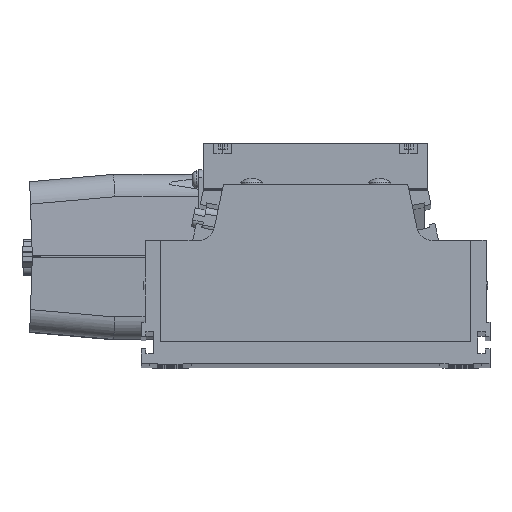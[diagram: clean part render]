
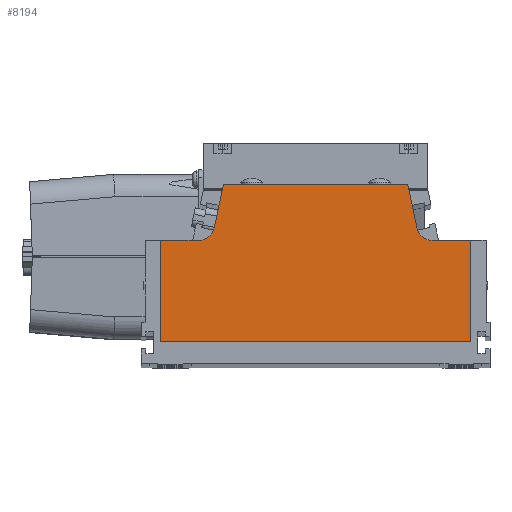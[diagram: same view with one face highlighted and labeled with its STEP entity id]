
A CAD part, top view. The second image highlights one B-rep face of the part: STEP entity #8194.
In plain terms, the highlighted planar face has unit normal (0, 0, 1).
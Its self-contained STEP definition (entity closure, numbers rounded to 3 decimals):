
#1960 = ORIENTED_EDGE ( 'NONE', *, *, #7843, .T. ) ;
#2058 = VERTEX_POINT ( 'NONE', #8145 ) ;
#2186 = VERTEX_POINT ( 'NONE', #10905 ) ;
#2299 = ORIENTED_EDGE ( 'NONE', *, *, #3365, .T. ) ;
#2307 = DIRECTION ( 'NONE',  ( 0., 0., -1. ) ) ;
#2858 = ORIENTED_EDGE ( 'NONE', *, *, #23259, .F. ) ;
#3311 = EDGE_CURVE ( 'NONE', #2058, #12932, #17076, .T. ) ;
#3365 = EDGE_CURVE ( 'NONE', #2058, #7720, #5989, .T. ) ;
#3606 = EDGE_LOOP ( 'NONE', ( #12953, #2299, #20285, #14939, #2858, #11200, #23349, #25295, #1960, #14505 ) ) ;
#3804 = CARTESIAN_POINT ( 'NONE',  ( -40., 3., 722.5 ) ) ;
#3834 = DIRECTION ( 'NONE',  ( 0.204, -0.979, 0. ) ) ;
#3934 = PLANE ( 'NONE',  #27400 ) ;
#4907 = DIRECTION ( 'NONE',  ( -1., 0., 0. ) ) ;
#4988 = DIRECTION ( 'NONE',  ( -1., 0., 0. ) ) ;
#5076 = CIRCLE ( 'NONE', #14839, 4. ) ;
#5345 = CARTESIAN_POINT ( 'NONE',  ( 40., -23.13, 722.5 ) ) ;
#5637 = CARTESIAN_POINT ( 'NONE',  ( 26.133, 6.184, 722.5 ) ) ;
#5858 = CARTESIAN_POINT ( 'NONE',  ( 40., 84.488, 722.5 ) ) ;
#5989 = LINE ( 'NONE', #3804, #11534 ) ;
#7169 = LINE ( 'NONE', #20729, #16832 ) ;
#7175 = EDGE_CURVE ( 'NONE', #2186, #13426, #9300, .T. ) ;
#7224 = VERTEX_POINT ( 'NONE', #23022 ) ;
#7266 = DIRECTION ( 'NONE',  ( -1., 0., 0. ) ) ;
#7441 = LINE ( 'NONE', #25085, #15707 ) ;
#7720 = VERTEX_POINT ( 'NONE', #27883 ) ;
#7843 = EDGE_CURVE ( 'NONE', #13426, #7224, #7169, .T. ) ;
#8145 = CARTESIAN_POINT ( 'NONE',  ( 40., 3., 722.5 ) ) ;
#8194 = ADVANCED_FACE ( 'NONE', ( #11060 ), #3934, .F. ) ;
#8965 = CARTESIAN_POINT ( 'NONE',  ( -26.133, 6.184, 722.5 ) ) ;
#9300 = LINE ( 'NONE', #20541, #28426 ) ;
#10097 = CARTESIAN_POINT ( 'NONE',  ( -40., 3., 722.5 ) ) ;
#10247 = LINE ( 'NONE', #19158, #14025 ) ;
#10905 = CARTESIAN_POINT ( 'NONE',  ( -30.049, 3., 722.5 ) ) ;
#11060 = FACE_OUTER_BOUND ( 'NONE', #3606, .T. ) ;
#11200 = ORIENTED_EDGE ( 'NONE', *, *, #18301, .F. ) ;
#11534 = VECTOR ( 'NONE', #14886, 1000. ) ;
#11587 = CARTESIAN_POINT ( 'NONE',  ( -40., -23.13, 722.5 ) ) ;
#12932 = VERTEX_POINT ( 'NONE', #5345 ) ;
#12953 = ORIENTED_EDGE ( 'NONE', *, *, #3311, .F. ) ;
#13071 = VERTEX_POINT ( 'NONE', #27930 ) ;
#13426 = VERTEX_POINT ( 'NONE', #10097 ) ;
#13436 = EDGE_CURVE ( 'NONE', #19978, #21962, #10247, .T. ) ;
#14025 = VECTOR ( 'NONE', #3834, 1000. ) ;
#14288 = LINE ( 'NONE', #18668, #27099 ) ;
#14505 = ORIENTED_EDGE ( 'NONE', *, *, #16127, .F. ) ;
#14839 = AXIS2_PLACEMENT_3D ( 'NONE', #20215, #16556, #4907 ) ;
#14886 = DIRECTION ( 'NONE',  ( -1., 0., 0. ) ) ;
#14939 = ORIENTED_EDGE ( 'NONE', *, *, #13436, .F. ) ;
#15707 = VECTOR ( 'NONE', #20722, 1000. ) ;
#16080 = CARTESIAN_POINT ( 'NONE',  ( 30.049, 7., 722.5 ) ) ;
#16127 = EDGE_CURVE ( 'NONE', #12932, #7224, #24574, .T. ) ;
#16556 = DIRECTION ( 'NONE',  ( 0., 0., -1. ) ) ;
#16832 = VECTOR ( 'NONE', #20860, 1000. ) ;
#17076 = LINE ( 'NONE', #5858, #19931 ) ;
#17820 = CARTESIAN_POINT ( 'NONE',  ( 23.784, 17.45, 722.5 ) ) ;
#18301 = EDGE_CURVE ( 'NONE', #20931, #13071, #7441, .T. ) ;
#18668 = CARTESIAN_POINT ( 'NONE',  ( -23.784, 17.45, 722.5 ) ) ;
#19158 = CARTESIAN_POINT ( 'NONE',  ( 23.784, 17.45, 722.5 ) ) ;
#19691 = EDGE_CURVE ( 'NONE', #20931, #2186, #5076, .T. ) ;
#19931 = VECTOR ( 'NONE', #21880, 1000. ) ;
#19978 = VERTEX_POINT ( 'NONE', #17820 ) ;
#20215 = CARTESIAN_POINT ( 'NONE',  ( -30.049, 7., 722.5 ) ) ;
#20285 = ORIENTED_EDGE ( 'NONE', *, *, #24743, .T. ) ;
#20541 = CARTESIAN_POINT ( 'NONE',  ( -40., 3., 722.5 ) ) ;
#20651 = CIRCLE ( 'NONE', #25765, 4. ) ;
#20722 = DIRECTION ( 'NONE',  ( 0.204, 0.979, 0. ) ) ;
#20729 = CARTESIAN_POINT ( 'NONE',  ( -40., 84.488, 722.5 ) ) ;
#20860 = DIRECTION ( 'NONE',  ( 0., -1., 0. ) ) ;
#20931 = VERTEX_POINT ( 'NONE', #8965 ) ;
#21271 = DIRECTION ( 'NONE',  ( 1., 0., 0. ) ) ;
#21880 = DIRECTION ( 'NONE',  ( 0., -1., 0. ) ) ;
#21962 = VERTEX_POINT ( 'NONE', #5637 ) ;
#22253 = DIRECTION ( 'NONE',  ( -1., 0., 0. ) ) ;
#22996 = VECTOR ( 'NONE', #22253, 1000. ) ;
#23022 = CARTESIAN_POINT ( 'NONE',  ( -40., -23.13, 722.5 ) ) ;
#23259 = EDGE_CURVE ( 'NONE', #13071, #19978, #14288, .T. ) ;
#23349 = ORIENTED_EDGE ( 'NONE', *, *, #19691, .T. ) ;
#24055 = CARTESIAN_POINT ( 'NONE',  ( -40., 84.488, 722.5 ) ) ;
#24574 = LINE ( 'NONE', #11587, #22996 ) ;
#24743 = EDGE_CURVE ( 'NONE', #7720, #21962, #20651, .T. ) ;
#24972 = DIRECTION ( 'NONE',  ( 0., 0., -1. ) ) ;
#25085 = CARTESIAN_POINT ( 'NONE',  ( -26.797, 3., 722.5 ) ) ;
#25295 = ORIENTED_EDGE ( 'NONE', *, *, #7175, .T. ) ;
#25765 = AXIS2_PLACEMENT_3D ( 'NONE', #16080, #24972, #4988 ) ;
#27099 = VECTOR ( 'NONE', #21271, 1000. ) ;
#27400 = AXIS2_PLACEMENT_3D ( 'NONE', #24055, #2307, #28431 ) ;
#27883 = CARTESIAN_POINT ( 'NONE',  ( 30.049, 3., 722.5 ) ) ;
#27930 = CARTESIAN_POINT ( 'NONE',  ( -23.784, 17.45, 722.5 ) ) ;
#28426 = VECTOR ( 'NONE', #7266, 1000. ) ;
#28431 = DIRECTION ( 'NONE',  ( -1., 0., 0. ) ) ;
